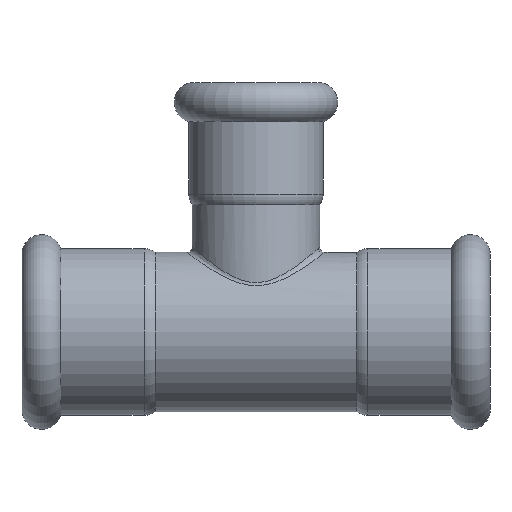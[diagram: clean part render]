
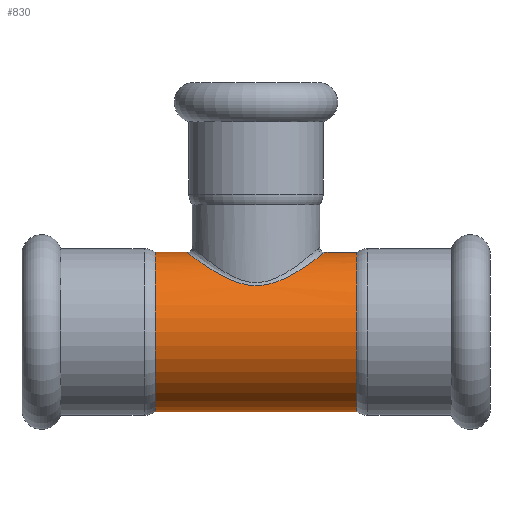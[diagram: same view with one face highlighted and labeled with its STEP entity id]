
A CAD part, front view. The second image highlights one B-rep face of the part: STEP entity #830.
In plain terms, the highlighted cylindrical face has radius 15 mm (diameter 30 mm), a full revolution.
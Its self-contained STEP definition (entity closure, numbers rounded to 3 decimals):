
#20=B_SPLINE_CURVE_WITH_KNOTS('',3,(#1857,#1858,#1859,#1860,#1861,#1862,
#1863,#1864,#1865,#1866,#1867,#1868,#1869,#1870,#1871,#1872,#1873,#1874,
#1875,#1876,#1877,#1878,#1879,#1880,#1881,#1882,#1883),.UNSPECIFIED.,.T.,
 .F.,(4,1,1,1,1,1,1,1,1,1,1,1,1,1,1,1,1,1,1,1,1,1,1,1,4),(-7.752,
-7.475,-7.268,-7.199,-6.645,
-6.091,-5.814,-5.607,-5.537,
-4.799,-4.614,-4.43,-4.245,
-4.061,-3.83,-3.692,-3.322,
-2.584,-2.215,-1.846,-1.477,
-1.107,-0.554,-0.277,0.),
 .UNSPECIFIED.);
#28=FACE_BOUND('',#157,.T.);
#45=LINE('',#1895,#67);
#67=VECTOR('',#1235,15.);
#86=CYLINDRICAL_SURFACE('',#965,15.);
#116=FACE_OUTER_BOUND('',#156,.T.);
#156=EDGE_LOOP('',(#687,#688,#689,#690,#691,#692,#693,#694));
#157=EDGE_LOOP('',(#695));
#249=CIRCLE('',#966,15.);
#250=CIRCLE('',#967,15.);
#251=CIRCLE('',#968,15.);
#252=CIRCLE('',#969,15.);
#253=CIRCLE('',#970,15.);
#254=CIRCLE('',#971,15.);
#351=VERTEX_POINT('',#1822);
#355=VERTEX_POINT('',#1889);
#356=VERTEX_POINT('',#1890);
#357=VERTEX_POINT('',#1892);
#358=VERTEX_POINT('',#1894);
#359=VERTEX_POINT('',#1896);
#360=VERTEX_POINT('',#1898);
#476=EDGE_CURVE('',#351,#351,#20,.T.);
#479=EDGE_CURVE('',#355,#356,#249,.T.);
#480=EDGE_CURVE('',#357,#355,#250,.T.);
#481=EDGE_CURVE('',#357,#358,#45,.T.);
#482=EDGE_CURVE('',#358,#359,#251,.T.);
#483=EDGE_CURVE('',#359,#360,#252,.T.);
#484=EDGE_CURVE('',#360,#358,#253,.T.);
#485=EDGE_CURVE('',#356,#357,#254,.T.);
#687=ORIENTED_EDGE('',*,*,#479,.F.);
#688=ORIENTED_EDGE('',*,*,#480,.F.);
#689=ORIENTED_EDGE('',*,*,#481,.T.);
#690=ORIENTED_EDGE('',*,*,#482,.T.);
#691=ORIENTED_EDGE('',*,*,#483,.T.);
#692=ORIENTED_EDGE('',*,*,#484,.T.);
#693=ORIENTED_EDGE('',*,*,#481,.F.);
#694=ORIENTED_EDGE('',*,*,#485,.F.);
#695=ORIENTED_EDGE('',*,*,#476,.F.);
#830=ADVANCED_FACE('',(#116,#28),#86,.T.);
#965=AXIS2_PLACEMENT_3D('',#1888,#1229,#1230);
#966=AXIS2_PLACEMENT_3D('',#1891,#1231,#1232);
#967=AXIS2_PLACEMENT_3D('',#1893,#1233,#1234);
#968=AXIS2_PLACEMENT_3D('',#1897,#1236,#1237);
#969=AXIS2_PLACEMENT_3D('',#1899,#1238,#1239);
#970=AXIS2_PLACEMENT_3D('',#1900,#1240,#1241);
#971=AXIS2_PLACEMENT_3D('',#1901,#1242,#1243);
#1229=DIRECTION('center_axis',(1.,0.,0.));
#1230=DIRECTION('ref_axis',(0.,1.,0.));
#1231=DIRECTION('center_axis',(1.,0.,0.));
#1232=DIRECTION('ref_axis',(0.,1.,0.));
#1233=DIRECTION('center_axis',(1.,0.,0.));
#1234=DIRECTION('ref_axis',(0.,1.,0.));
#1235=DIRECTION('',(-1.,0.,0.));
#1236=DIRECTION('center_axis',(1.,0.,0.));
#1237=DIRECTION('ref_axis',(0.,1.,0.));
#1238=DIRECTION('center_axis',(1.,0.,0.));
#1239=DIRECTION('ref_axis',(0.,1.,0.));
#1240=DIRECTION('center_axis',(1.,0.,0.));
#1241=DIRECTION('ref_axis',(0.,1.,0.));
#1242=DIRECTION('center_axis',(1.,0.,0.));
#1243=DIRECTION('ref_axis',(0.,1.,0.));
#1822=CARTESIAN_POINT('',(0.,12.188,8.744));
#1857=CARTESIAN_POINT('Ctrl Pts',(0.,12.188,8.744));
#1858=CARTESIAN_POINT('Ctrl Pts',(-1.034,12.188,8.744));
#1859=CARTESIAN_POINT('Ctrl Pts',(-2.83,11.978,9.046));
#1860=CARTESIAN_POINT('Ctrl Pts',(-4.664,11.405,9.756));
#1861=CARTESIAN_POINT('Ctrl Pts',(-7.226,10.298,10.969));
#1862=CARTESIAN_POINT('Ctrl Pts',(-10.308,8.03,12.98));
#1863=CARTESIAN_POINT('Ctrl Pts',(-12.624,3.888,14.71));
#1864=CARTESIAN_POINT('Ctrl Pts',(-13.093,0.238,15.073));
#1865=CARTESIAN_POINT('Ctrl Pts',(-12.908,-1.692,14.928));
#1866=CARTESIAN_POINT('Ctrl Pts',(-12.129,-5.142,14.346));
#1867=CARTESIAN_POINT('Ctrl Pts',(-10.23,-7.972,12.9));
#1868=CARTESIAN_POINT('Ctrl Pts',(-7.357,-10.095,11.117));
#1869=CARTESIAN_POINT('Ctrl Pts',(-5.754,-10.976,10.246));
#1870=CARTESIAN_POINT('Ctrl Pts',(-3.997,-11.644,9.47));
#1871=CARTESIAN_POINT('Ctrl Pts',(-1.903,-12.12,8.843));
#1872=CARTESIAN_POINT('Ctrl Pts',(0.174,-12.24,8.671));
#1873=CARTESIAN_POINT('Ctrl Pts',(2.919,-11.981,9.032));
#1874=CARTESIAN_POINT('Ctrl Pts',(7.047,-10.691,10.71));
#1875=CARTESIAN_POINT('Ctrl Pts',(10.739,-7.56,13.326));
#1876=CARTESIAN_POINT('Ctrl Pts',(12.848,-2.943,14.871));
#1877=CARTESIAN_POINT('Ctrl Pts',(13.178,0.996,15.143));
#1878=CARTESIAN_POINT('Ctrl Pts',(12.192,4.762,14.377));
#1879=CARTESIAN_POINT('Ctrl Pts',(9.823,8.376,12.666));
#1880=CARTESIAN_POINT('Ctrl Pts',(6.683,10.703,10.616));
#1881=CARTESIAN_POINT('Ctrl Pts',(3.091,11.949,9.087));
#1882=CARTESIAN_POINT('Ctrl Pts',(1.034,12.188,8.744));
#1883=CARTESIAN_POINT('Ctrl Pts',(0.,12.188,8.744));
#1888=CARTESIAN_POINT('Origin',(14.8,0.,0.));
#1889=CARTESIAN_POINT('',(19.,15.,0.));
#1890=CARTESIAN_POINT('',(19.,0.,15.));
#1891=CARTESIAN_POINT('Origin',(19.,0.,0.));
#1892=CARTESIAN_POINT('',(19.,-15.,0.));
#1893=CARTESIAN_POINT('Origin',(19.,0.,0.));
#1894=CARTESIAN_POINT('',(-19.,-15.,0.));
#1895=CARTESIAN_POINT('',(14.8,-15.,0.));
#1896=CARTESIAN_POINT('',(-19.,15.,0.));
#1897=CARTESIAN_POINT('Origin',(-19.,0.,0.));
#1898=CARTESIAN_POINT('',(-19.,0.,15.));
#1899=CARTESIAN_POINT('Origin',(-19.,0.,0.));
#1900=CARTESIAN_POINT('Origin',(-19.,0.,0.));
#1901=CARTESIAN_POINT('Origin',(19.,0.,0.));
